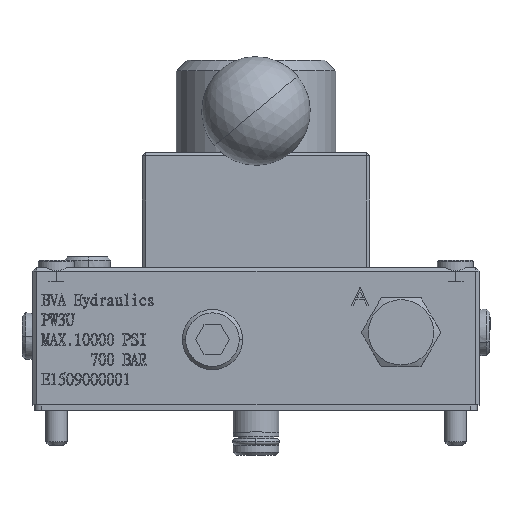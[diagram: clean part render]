
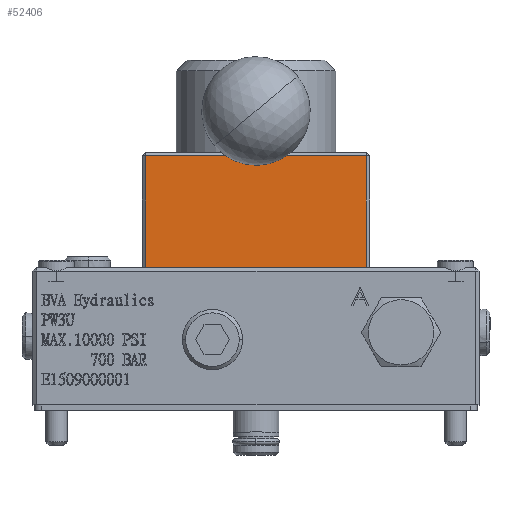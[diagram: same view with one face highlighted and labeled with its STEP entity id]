
A CAD part, top view. The second image highlights one B-rep face of the part: STEP entity #52406.
In plain terms, the highlighted planar face has unit normal (0, 0, 1).
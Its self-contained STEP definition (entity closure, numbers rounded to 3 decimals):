
#1823 = LINE ( 'NONE', #67522, #62697 ) ;
#4168 = VECTOR ( 'NONE', #14601, 1000. ) ;
#6353 = CARTESIAN_POINT ( 'NONE',  ( -31.4, 37.9, 31.4 ) ) ;
#7633 = VECTOR ( 'NONE', #40370, 1000. ) ;
#10970 = ORIENTED_EDGE ( 'NONE', *, *, #43420, .T. ) ;
#11208 = EDGE_LOOP ( 'NONE', ( #35859, #25367, #10970, #66807 ) ) ;
#12366 = LINE ( 'NONE', #57972, #7633 ) ;
#12477 = CARTESIAN_POINT ( 'NONE',  ( -30.4, 68.7, 31.4 ) ) ;
#14601 = DIRECTION ( 'NONE',  ( 0., -1., 0. ) ) ;
#16536 = CARTESIAN_POINT ( 'NONE',  ( -30.4, 37.9, 31.4 ) ) ;
#17518 = LINE ( 'NONE', #68320, #4168 ) ;
#18871 = EDGE_CURVE ( 'NONE', #69171, #63285, #17518, .T. ) ;
#22052 = VERTEX_POINT ( 'NONE', #30895 ) ;
#25367 = ORIENTED_EDGE ( 'NONE', *, *, #73624, .T. ) ;
#26873 = FACE_OUTER_BOUND ( 'NONE', #11208, .T. ) ;
#30895 = CARTESIAN_POINT ( 'NONE',  ( 30.4, 37.9, 31.4 ) ) ;
#31263 = DIRECTION ( 'NONE',  ( 0., -1., 0. ) ) ;
#35859 = ORIENTED_EDGE ( 'NONE', *, *, #74531, .T. ) ;
#37092 = LINE ( 'NONE', #6353, #67487 ) ;
#40370 = DIRECTION ( 'NONE',  ( 0., 1., 0. ) ) ;
#42764 = DIRECTION ( 'NONE',  ( 1., 0., 0. ) ) ;
#43101 = DIRECTION ( 'NONE',  ( -1., 0., 0. ) ) ;
#43420 = EDGE_CURVE ( 'NONE', #73072, #69171, #1823, .T. ) ;
#45679 = AXIS2_PLACEMENT_3D ( 'NONE', #56233, #55171, #31263 ) ;
#49311 = PLANE ( 'NONE',  #45679 ) ;
#52406 = ADVANCED_FACE ( 'NONE', ( #26873 ), #49311, .T. ) ;
#55171 = DIRECTION ( 'NONE',  ( 0., 0., 1. ) ) ;
#56233 = CARTESIAN_POINT ( 'NONE',  ( -31.4, 37.9, 31.4 ) ) ;
#57972 = CARTESIAN_POINT ( 'NONE',  ( 30.4, 37.9, 31.4 ) ) ;
#61803 = CARTESIAN_POINT ( 'NONE',  ( 30.4, 68.7, 31.4 ) ) ;
#62697 = VECTOR ( 'NONE', #43101, 1000. ) ;
#63285 = VERTEX_POINT ( 'NONE', #16536 ) ;
#66807 = ORIENTED_EDGE ( 'NONE', *, *, #18871, .T. ) ;
#67487 = VECTOR ( 'NONE', #42764, 1000. ) ;
#67522 = CARTESIAN_POINT ( 'NONE',  ( -31.4, 68.7, 31.4 ) ) ;
#68320 = CARTESIAN_POINT ( 'NONE',  ( -30.4, 37.9, 31.4 ) ) ;
#69171 = VERTEX_POINT ( 'NONE', #12477 ) ;
#73072 = VERTEX_POINT ( 'NONE', #61803 ) ;
#73624 = EDGE_CURVE ( 'NONE', #22052, #73072, #12366, .T. ) ;
#74531 = EDGE_CURVE ( 'NONE', #63285, #22052, #37092, .T. ) ;
